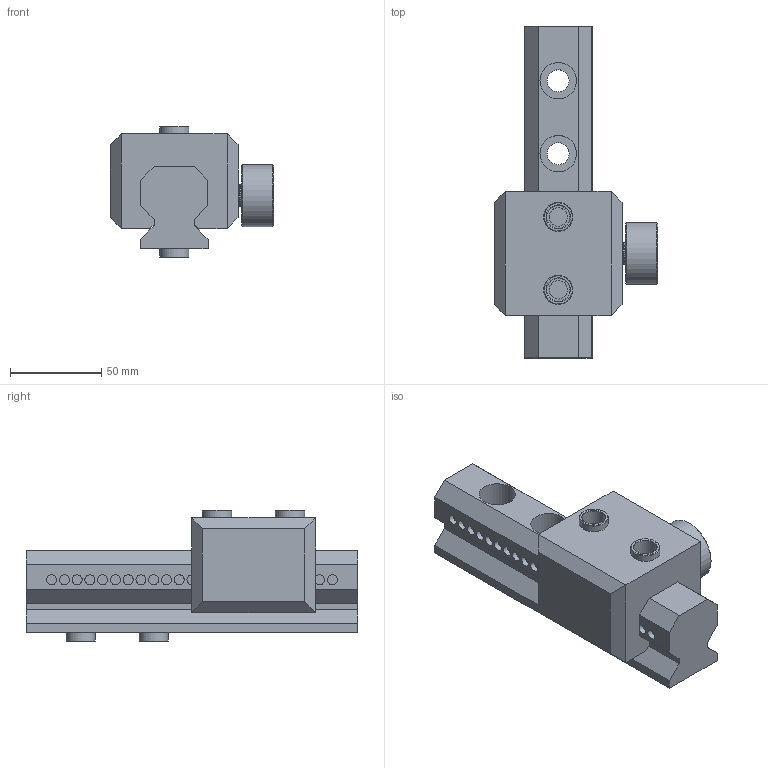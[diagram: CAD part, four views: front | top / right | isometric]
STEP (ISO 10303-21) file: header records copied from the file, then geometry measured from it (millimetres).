
FILE_DESCRIPTION(/* description */ (''),/* implementation_level */ '2;1');
FILE_NAME(/* name */ 'JUS-200.stp',/* time_stamp */ '2019-11-20T10:27:25+01:00',/* author */ ('Emilio'),/* organization */ (''),/* preprocessor_version */ 'ST-DEVELOPER v17',/* originating_system */ 'Autodesk Inventor 2019',/* authorisation */ '');
FILE_SCHEMA (('AUTOMOTIVE_DESIGN { 1 0 10303 214 3 1 1 }'));
Length unit declared in the file: millimetre
Products named in the file (4): JUS-200; JUS-200-SUPPORTO; JUS-200-REGOLAZIONE; BOCCOLA 16H7L8.9
Assembly tree (6 placements, depth 2):
  JUS-200
    JUS-200-SUPPORTO
    JUS-200-REGOLAZIONE
    BOCCOLA 16H7L8.9  x4
Bounding box: 89.5 x 182 x 71.9 mm (x, y, z)
Volume: 422439.2 mm3; surface area: 73206.9 mm2
Topology: 6 solids, 6 shells, 191 faces, 457 edges, 333 vertices
Faces by surface type: plane 105, cylinder 67, cone 18, torus 1
Full cylindrical faces by diameter (mm): 5.5 x46, 8 x1, 10.106 x2, 12 x3, 12.6 x4, 16 x8, 20 x2, 34 x1
Entity records: 5433 total; most frequent: DIRECTION 1011, CARTESIAN_POINT 901, ORIENTED_EDGE 830, AXIS2_PLACEMENT_3D 419, EDGE_CURVE 415, VERTEX_POINT 309, CIRCLE 242, EDGE_LOOP 232
